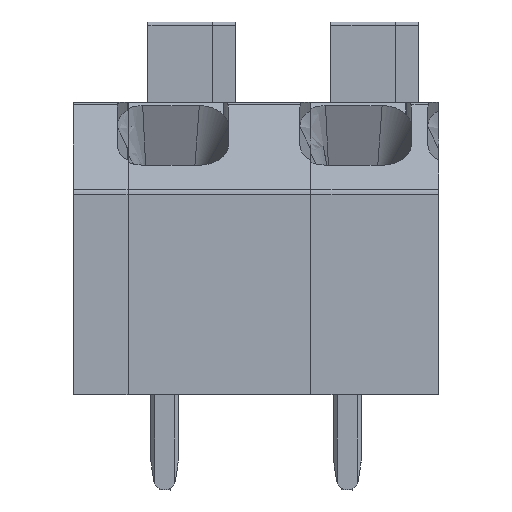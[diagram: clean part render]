
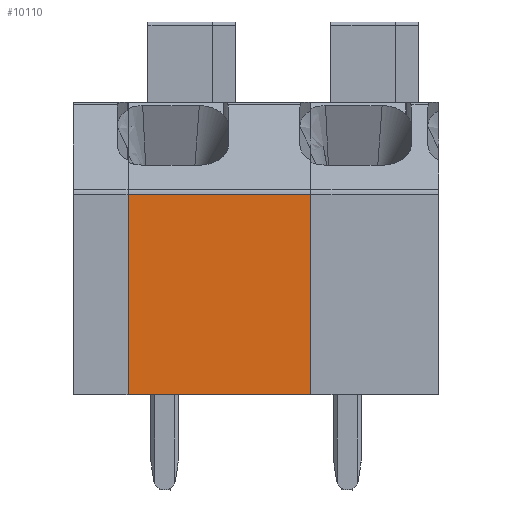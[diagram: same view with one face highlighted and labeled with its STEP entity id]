
A CAD part, front view. The second image highlights one B-rep face of the part: STEP entity #10110.
In plain terms, the highlighted planar face has unit normal (0, -1, 0).
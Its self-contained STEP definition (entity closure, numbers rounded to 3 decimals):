
#10110=ADVANCED_FACE('',(#20313),#20314,.T.);
#10554=EDGE_CURVE('',#20995,#20998,#20999,.T.);
#10822=EDGE_CURVE('',#20995,#21430,#21431,.T.);
#10824=EDGE_CURVE('',#21433,#21430,#21434,.F.);
#10826=EDGE_CURVE('',#21433,#20998,#21436,.F.);
#20313=FACE_OUTER_BOUND('',#40405,.T.);
#20314=PLANE('',#40406);
#20995=VERTEX_POINT('',#42690);
#20998=VERTEX_POINT('',#42694);
#20999=LINE('',#42695,#42696);
#21430=VERTEX_POINT('',#43400);
#21431=LINE('',#43401,#43402);
#21433=VERTEX_POINT('',#43405);
#21434=LINE('',#43406,#43407);
#21436=LINE('',#43410,#43411);
#40405=EDGE_LOOP('',(#56283,#56284,#56285,#56286));
#40406=AXIS2_PLACEMENT_3D('',#56287,#56288,#56289);
#42690=CARTESIAN_POINT('',(0.,0.,5.478));
#42694=CARTESIAN_POINT('',(5.0,0.,5.478));
#42695=CARTESIAN_POINT('',(-0.125,0.,5.478));
#42696=VECTOR('',#58032,1.0);
#43400=CARTESIAN_POINT('',(0.,0.,0.));
#43401=CARTESIAN_POINT('',(0.,0.,-0.168));
#43402=VECTOR('',#58319,1.0);
#43405=CARTESIAN_POINT('',(5.0,0.,0.));
#43406=CARTESIAN_POINT('',(-0.125,0.,0.));
#43407=VECTOR('',#58320,1.0);
#43410=CARTESIAN_POINT('',(5.0,0.,-0.168));
#43411=VECTOR('',#58321,1.0);
#56283=ORIENTED_EDGE('',*,*,#10822,.T.);
#56284=ORIENTED_EDGE('',*,*,#10824,.F.);
#56285=ORIENTED_EDGE('',*,*,#10826,.T.);
#56286=ORIENTED_EDGE('',*,*,#10554,.F.);
#56287=CARTESIAN_POINT('',(-0.125,0.,-0.137));
#56288=DIRECTION('',(0.0,-1.0,0.));
#56289=DIRECTION('',(-1.0,0.0,0.0));
#58032=DIRECTION('',(1.0,0.,0.0));
#58319=DIRECTION('',(0.,0.,-1.0));
#58320=DIRECTION('',(1.0,0.,0.));
#58321=DIRECTION('',(0.,0.,-1.0));
